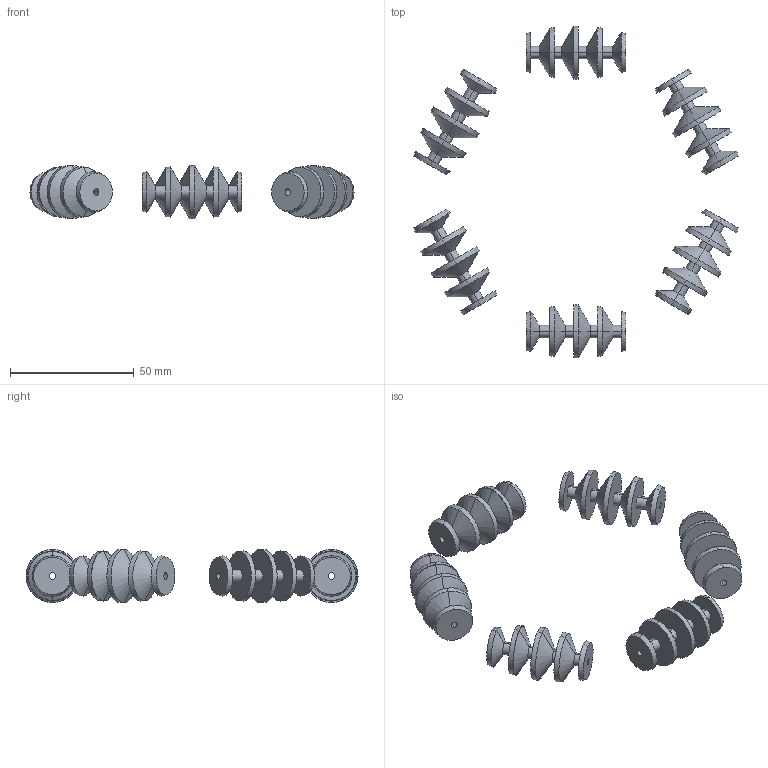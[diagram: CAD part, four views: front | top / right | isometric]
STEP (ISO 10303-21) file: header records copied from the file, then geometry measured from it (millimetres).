
FILE_DESCRIPTION (( 'STEP AP214' ), '1' );
FILE_NAME ('RollerCore.STEP', '2023-09-14T08:47:53', ( '' ), ( '' ), 'SwSTEP 2.0', 'SolidWorks 2020', '' );
FILE_SCHEMA (( 'AUTOMOTIVE_DESIGN' ));
Length unit declared in the file: millimetre
Products named in the file (1): RollerCore
Bounding box: 130.84 x 134 x 21.4 mm (x, y, z)
Volume: 30064.8 mm3; surface area: 23428.4 mm2
Topology: 6 solids, 6 shells, 216 faces, 432 edges, 264 vertices
Faces by surface type: torus 60, cylinder 60, cone 48, plane 48
Entity records: 5807 total; most frequent: DIRECTION 1190, CARTESIAN_POINT 913, ORIENTED_EDGE 864, AXIS2_PLACEMENT_3D 541, EDGE_CURVE 432, CIRCLE 324, EDGE_LOOP 264, VERTEX_POINT 264
